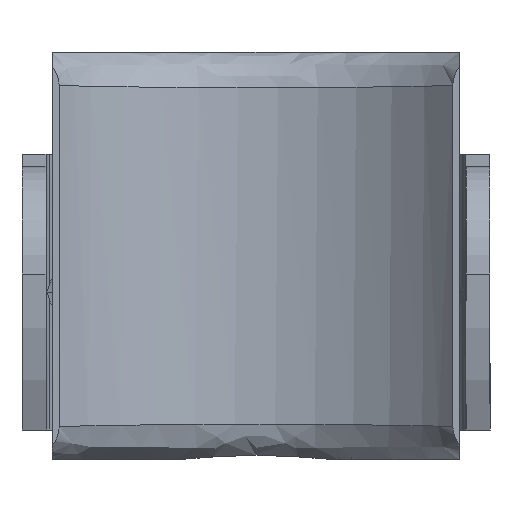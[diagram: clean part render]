
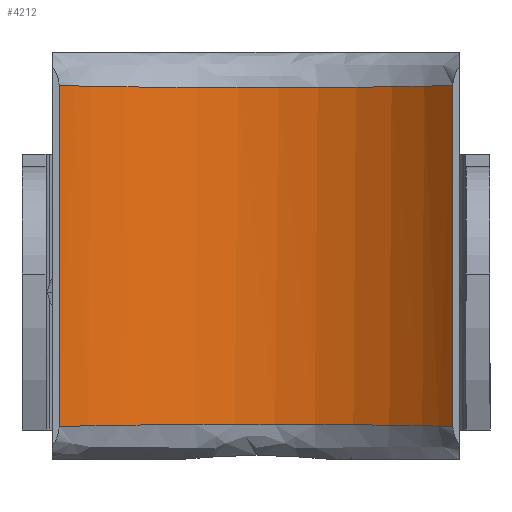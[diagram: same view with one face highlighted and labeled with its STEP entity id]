
A CAD part, front view. The second image highlights one B-rep face of the part: STEP entity #4212.
In plain terms, the highlighted cylindrical face has radius 21.7 mm (diameter 43.4 mm), a partial arc.
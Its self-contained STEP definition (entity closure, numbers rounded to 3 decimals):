
#259 = CARTESIAN_POINT ( 'NONE',  ( -8.667, -1.802, -14.071 ) ) ;
#279 = CARTESIAN_POINT ( 'NONE',  ( -16.409, -7.5, -14.218 ) ) ;
#405 = ORIENTED_EDGE ( 'NONE', *, *, #3507, .T. ) ;
#788 = AXIS2_PLACEMENT_3D ( 'NONE', #5924, #5890, #5932 ) ;
#1097 = CARTESIAN_POINT ( 'NONE',  ( 16.409, -7.5, -14.218 ) ) ;
#1405 = CARTESIAN_POINT ( 'NONE',  ( -3.105, -0.168, -14.044 ) ) ;
#1430 = EDGE_CURVE ( 'NONE', #4333, #2787, #6765, .T. ) ;
#1432 = CARTESIAN_POINT ( 'NONE',  ( 7.601, -1.36, -14.063 ) ) ;
#1489 = ORIENTED_EDGE ( 'NONE', *, *, #1430, .T. ) ;
#1631 = CARTESIAN_POINT ( 'NONE',  ( -16.409, -7.5, 14.218 ) ) ;
#1713 = CARTESIAN_POINT ( 'NONE',  ( -15.898, -6.909, 14.198 ) ) ;
#1742 = CARTESIAN_POINT ( 'NONE',  ( -15.357, -6.349, 14.181 ) ) ;
#1766 = CARTESIAN_POINT ( 'NONE',  ( -14.219, -5.289, 14.151 ) ) ;
#1783 = CARTESIAN_POINT ( 'NONE',  ( -13.617, -4.787, 14.138 ) ) ;
#1840 = CARTESIAN_POINT ( 'NONE',  ( -11.75, -3.39, 14.103 ) ) ;
#1860 = CARTESIAN_POINT ( 'NONE',  ( -10.424, -2.605, 14.087 ) ) ;
#1864 = CARTESIAN_POINT ( 'NONE',  ( 1.554, 0.001, -14.042 ) ) ;
#1889 = CARTESIAN_POINT ( 'NONE',  ( 11.738, -3.432, -14.105 ) ) ;
#1947 = CARTESIAN_POINT ( 'NONE',  ( -8.667, -1.802, 14.071 ) ) ;
#1949 = CARTESIAN_POINT ( 'NONE',  ( 10.403, -2.64, -14.088 ) ) ;
#1963 = CARTESIAN_POINT ( 'NONE',  ( -8.311, -1.651, 14.069 ) ) ;
#1968 = CARTESIAN_POINT ( 'NONE',  ( 6.5, -0.993, -14.057 ) ) ;
#2010 = CARTESIAN_POINT ( 'NONE',  ( -7.588, -1.366, 14.064 ) ) ;
#2032 = CARTESIAN_POINT ( 'NONE',  ( -7.22, -1.233, 14.061 ) ) ;
#2086 = CARTESIAN_POINT ( 'NONE',  ( -6.111, -0.864, 14.055 ) ) ;
#2113 = CARTESIAN_POINT ( 'NONE',  ( -5.365, -0.66, 14.052 ) ) ;
#2122 = CARTESIAN_POINT ( 'NONE',  ( -3.105, -0.168, 14.044 ) ) ;
#2136 = CARTESIAN_POINT ( 'NONE',  ( -1.571, -0.001, 14.042 ) ) ;
#2168 = CARTESIAN_POINT ( 'NONE',  ( 1.554, 0.001, 14.042 ) ) ;
#2195 = CARTESIAN_POINT ( 'NONE',  ( 3.096, -0.166, 14.044 ) ) ;
#2222 = CARTESIAN_POINT ( 'NONE',  ( 4.999, -0.58, 14.051 ) ) ;
#2293 = CARTESIAN_POINT ( 'NONE',  ( 5.379, -0.674, 14.052 ) ) ;
#2321 = CARTESIAN_POINT ( 'NONE',  ( 6.129, -0.88, 14.055 ) ) ;
#2337 = VERTEX_POINT ( 'NONE', #5809 ) ;
#2365 = CARTESIAN_POINT ( 'NONE',  ( 6.5, -0.993, 14.057 ) ) ;
#2404 = CARTESIAN_POINT ( 'NONE',  ( 7.601, -1.36, 14.063 ) ) ;
#2406 = CARTESIAN_POINT ( 'NONE',  ( -15.357, -6.349, -14.181 ) ) ;
#2431 = CARTESIAN_POINT ( 'NONE',  ( 8.318, -1.643, 14.068 ) ) ;
#2463 = CARTESIAN_POINT ( 'NONE',  ( 9.719, -2.283, 14.081 ) ) ;
#2489 = CARTESIAN_POINT ( 'NONE',  ( -10.424, -2.605, -14.087 ) ) ;
#2506 = CARTESIAN_POINT ( 'NONE',  ( 10.403, -2.64, 14.088 ) ) ;
#2531 = CARTESIAN_POINT ( 'NONE',  ( 11.738, -3.432, 14.105 ) ) ;
#2554 = CARTESIAN_POINT ( 'NONE',  ( 12.39, -3.868, 14.115 ) ) ;
#2557 = CARTESIAN_POINT ( 'NONE',  ( 4.999, -0.58, -14.051 ) ) ;
#2599 = CARTESIAN_POINT ( 'NONE',  ( 14.253, -5.264, 14.15 ) ) ;
#2625 = CARTESIAN_POINT ( 'NONE',  ( 15.387, -6.319, 14.179 ) ) ;
#2674 = CARTESIAN_POINT ( 'NONE',  ( 16.409, -7.5, 14.218 ) ) ;
#2787 = VERTEX_POINT ( 'NONE', #1097 ) ;
#3047 = CARTESIAN_POINT ( 'NONE',  ( -7.588, -1.366, -14.064 ) ) ;
#3093 = CARTESIAN_POINT ( 'NONE',  ( 15.387, -6.319, -14.179 ) ) ;
#3132 = CYLINDRICAL_SURFACE ( 'NONE', #788, 21.7 ) ;
#3323 = FACE_OUTER_BOUND ( 'NONE', #5951, .T. ) ;
#3507 = EDGE_CURVE ( 'NONE', #4175, #4333, #4737, .T. ) ;
#3609 = CARTESIAN_POINT ( 'NONE',  ( -6.111, -0.864, -14.055 ) ) ;
#3669 = EDGE_CURVE ( 'NONE', #2337, #2787, #4363, .T. ) ;
#3692 = DIRECTION ( 'NONE',  ( 0., 0., -1. ) ) ;
#3725 = EDGE_CURVE ( 'NONE', #2337, #4175, #3973, .T. ) ;
#3973 = B_SPLINE_CURVE_WITH_KNOTS ( 'NONE', 3,
 ( #2674, #2625, #2599, #2554, #2531, #2506, #2463, #2431, #2404, #2365, #2321, #2293, #2222, #2195, #2168, #2136, #2122, #2113, #2086, #2032, #2010, #1963, #1947, #1860, #1840, #1783, #1766, #1742, #1713, #1631 ),
 .UNSPECIFIED., .F., .F.,
 ( 4, 2, 2, 2, 2, 2, 2, 2, 2, 2, 2, 2, 2, 2, 4 ),
 ( 0., 0.005, 0.007, 0.009, 0.012, 0.013, 0.014, 0.019, 0.023, 0.026, 0.027, 0.028, 0.033, 0.035, 0.037 ),
 .UNSPECIFIED. ) ;
#4051 = CARTESIAN_POINT ( 'NONE',  ( 16.409, -7.5, 17. ) ) ;
#4106 = CARTESIAN_POINT ( 'NONE',  ( -14.219, -5.289, -14.151 ) ) ;
#4133 = CARTESIAN_POINT ( 'NONE',  ( -15.898, -6.909, -14.198 ) ) ;
#4175 = VERTEX_POINT ( 'NONE', #6357 ) ;
#4212 = ADVANCED_FACE ( 'NONE', ( #3323 ), #3132, .F. ) ;
#4333 = VERTEX_POINT ( 'NONE', #4564 ) ;
#4354 = VECTOR ( 'NONE', #3692, 1000. ) ;
#4363 = LINE ( 'NONE', #4051, #4354 ) ;
#4564 = CARTESIAN_POINT ( 'NONE',  ( -16.409, -7.5, -14.218 ) ) ;
#4678 = CARTESIAN_POINT ( 'NONE',  ( -11.75, -3.39, -14.103 ) ) ;
#4697 = CARTESIAN_POINT ( 'NONE',  ( 16.409, -7.5, -14.218 ) ) ;
#4728 = VECTOR ( 'NONE', #6637, 1000. ) ;
#4737 = LINE ( 'NONE', #6558, #4728 ) ;
#4776 = CARTESIAN_POINT ( 'NONE',  ( 3.096, -0.166, -14.044 ) ) ;
#5249 = CARTESIAN_POINT ( 'NONE',  ( -1.571, -0.001, -14.042 ) ) ;
#5328 = CARTESIAN_POINT ( 'NONE',  ( 9.719, -2.283, -14.081 ) ) ;
#5405 = CARTESIAN_POINT ( 'NONE',  ( -5.365, -0.66, -14.052 ) ) ;
#5758 = ORIENTED_EDGE ( 'NONE', *, *, #3669, .F. ) ;
#5809 = CARTESIAN_POINT ( 'NONE',  ( 16.409, -7.5, 14.218 ) ) ;
#5890 = DIRECTION ( 'NONE',  ( 0., 0., -1. ) ) ;
#5922 = CARTESIAN_POINT ( 'NONE',  ( -7.22, -1.233, -14.061 ) ) ;
#5924 = CARTESIAN_POINT ( 'NONE',  ( 0., -21.7, 17. ) ) ;
#5932 = DIRECTION ( 'NONE',  ( -1., 0., 0. ) ) ;
#5951 = EDGE_LOOP ( 'NONE', ( #405, #1489, #5758, #7225 ) ) ;
#6357 = CARTESIAN_POINT ( 'NONE',  ( -16.409, -7.5, 14.218 ) ) ;
#6439 = CARTESIAN_POINT ( 'NONE',  ( 12.39, -3.868, -14.115 ) ) ;
#6467 = CARTESIAN_POINT ( 'NONE',  ( 14.253, -5.264, -14.15 ) ) ;
#6510 = CARTESIAN_POINT ( 'NONE',  ( 5.379, -0.674, -14.052 ) ) ;
#6539 = CARTESIAN_POINT ( 'NONE',  ( 6.129, -0.88, -14.055 ) ) ;
#6558 = CARTESIAN_POINT ( 'NONE',  ( -16.409, -7.5, 17. ) ) ;
#6637 = DIRECTION ( 'NONE',  ( 0., 0., -1. ) ) ;
#6765 = B_SPLINE_CURVE_WITH_KNOTS ( 'NONE', 3,
 ( #279, #4133, #2406, #4106, #6990, #4678, #2489, #259, #7035, #3047, #5922, #3609, #5405, #1405, #5249, #1864, #4776, #2557, #6510, #6539, #1968, #1432, #7062, #5328, #1949, #1889, #6439, #6467, #3093, #4697 ),
 .UNSPECIFIED., .F., .F.,
 ( 4, 2, 2, 2, 2, 2, 2, 2, 2, 2, 2, 2, 2, 2, 4 ),
 ( 0., 0.002, 0.005, 0.009, 0.011, 0.012, 0.014, 0.019, 0.023, 0.025, 0.026, 0.028, 0.03, 0.033, 0.037 ),
 .UNSPECIFIED. ) ;
#6990 = CARTESIAN_POINT ( 'NONE',  ( -13.617, -4.787, -14.138 ) ) ;
#7035 = CARTESIAN_POINT ( 'NONE',  ( -8.311, -1.651, -14.069 ) ) ;
#7062 = CARTESIAN_POINT ( 'NONE',  ( 8.318, -1.643, -14.068 ) ) ;
#7225 = ORIENTED_EDGE ( 'NONE', *, *, #3725, .T. ) ;
